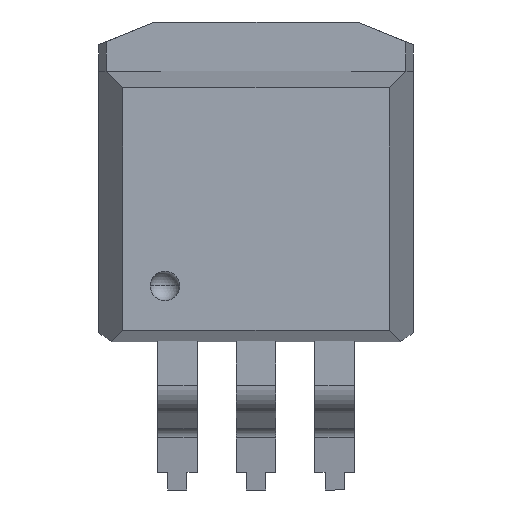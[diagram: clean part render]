
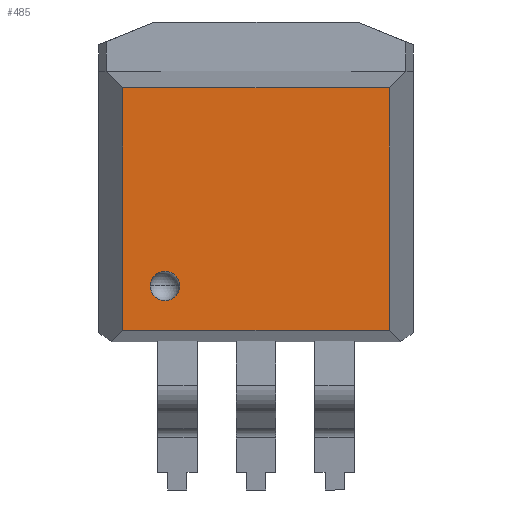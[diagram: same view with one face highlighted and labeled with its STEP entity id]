
A CAD part, top view. The second image highlights one B-rep face of the part: STEP entity #485.
In plain terms, the highlighted planar face has unit normal (0, 0, 1).
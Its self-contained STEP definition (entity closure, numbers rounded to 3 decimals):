
#130 = LINE ( 'NONE', #137, #1182 ) ;
#137 = CARTESIAN_POINT ( 'NONE',  ( 5.334, -4.208, 2.299 ) ) ;
#187 = DIRECTION ( 'NONE',  ( 0., 0., 1. ) ) ;
#263 = CIRCLE ( 'NONE', #449, 0.5 ) ;
#383 = LINE ( 'NONE', #1473, #2068 ) ;
#449 = AXIS2_PLACEMENT_3D ( 'NONE', #2465, #187, #2027 ) ;
#485 = ADVANCED_FACE ( 'NONE', ( #1820, #683 ), #2545, .F. ) ;
#541 = ORIENTED_EDGE ( 'NONE', *, *, #2638, .F. ) ;
#683 = FACE_OUTER_BOUND ( 'NONE', #2302, .T. ) ;
#691 = DIRECTION ( 'NONE',  ( 0., 0., -1. ) ) ;
#857 = LINE ( 'NONE', #1298, #1067 ) ;
#961 = AXIS2_PLACEMENT_3D ( 'NONE', #2716, #691, #2720 ) ;
#962 = CIRCLE ( 'NONE', #2740, 0.5 ) ;
#1029 = ORIENTED_EDGE ( 'NONE', *, *, #2210, .F. ) ;
#1067 = VECTOR ( 'NONE', #2238, 1000. ) ;
#1072 = EDGE_CURVE ( 'NONE', #1187, #2647, #130, .T. ) ;
#1182 = VECTOR ( 'NONE', #1640, 1000. ) ;
#1187 = VERTEX_POINT ( 'NONE', #1935 ) ;
#1298 = CARTESIAN_POINT ( 'NONE',  ( 5.334, 4.02, 2.299 ) ) ;
#1309 = VERTEX_POINT ( 'NONE', #1510 ) ;
#1473 = CARTESIAN_POINT ( 'NONE',  ( 4.523, -4.585, 2.298 ) ) ;
#1510 = CARTESIAN_POINT ( 'NONE',  ( -4.523, 4.02, 2.299 ) ) ;
#1546 = EDGE_LOOP ( 'NONE', ( #2386, #541 ) ) ;
#1589 = CARTESIAN_POINT ( 'NONE',  ( 4.523, 4.02, 2.298 ) ) ;
#1640 = DIRECTION ( 'NONE',  ( -1., 0., 0. ) ) ;
#1686 = VECTOR ( 'NONE', #2652, 1000. ) ;
#1820 = FACE_BOUND ( 'NONE', #1546, .T. ) ;
#1854 = DIRECTION ( 'NONE',  ( 0., 1., 0. ) ) ;
#1935 = CARTESIAN_POINT ( 'NONE',  ( 4.523, -4.208, 2.298 ) ) ;
#1939 = VERTEX_POINT ( 'NONE', #2792 ) ;
#1969 = CARTESIAN_POINT ( 'NONE',  ( -4.523, -4.585, 2.299 ) ) ;
#2027 = DIRECTION ( 'NONE',  ( 1., 0., 0. ) ) ;
#2064 = EDGE_CURVE ( 'NONE', #1187, #2564, #383, .T. ) ;
#2068 = VECTOR ( 'NONE', #1854, 1000. ) ;
#2210 = EDGE_CURVE ( 'NONE', #2647, #1309, #2317, .T. ) ;
#2238 = DIRECTION ( 'NONE',  ( -1., 0., 0. ) ) ;
#2258 = CARTESIAN_POINT ( 'NONE',  ( -3.089, -2.699, 2.299 ) ) ;
#2302 = EDGE_LOOP ( 'NONE', ( #2612, #1029, #2738, #2679 ) ) ;
#2317 = LINE ( 'NONE', #1969, #1686 ) ;
#2386 = ORIENTED_EDGE ( 'NONE', *, *, #2815, .F. ) ;
#2406 = DIRECTION ( 'NONE',  ( 0., 0., 1. ) ) ;
#2465 = CARTESIAN_POINT ( 'NONE',  ( -3.089, -2.699, 2.299 ) ) ;
#2489 = VERTEX_POINT ( 'NONE', #2566 ) ;
#2545 = PLANE ( 'NONE',  #961 ) ;
#2564 = VERTEX_POINT ( 'NONE', #1589 ) ;
#2566 = CARTESIAN_POINT ( 'NONE',  ( -2.589, -2.699, 2.299 ) ) ;
#2612 = ORIENTED_EDGE ( 'NONE', *, *, #2664, .T. ) ;
#2638 = EDGE_CURVE ( 'NONE', #1939, #2489, #263, .T. ) ;
#2647 = VERTEX_POINT ( 'NONE', #2704 ) ;
#2652 = DIRECTION ( 'NONE',  ( 0., 1., 0. ) ) ;
#2664 = EDGE_CURVE ( 'NONE', #2564, #1309, #857, .T. ) ;
#2679 = ORIENTED_EDGE ( 'NONE', *, *, #2064, .T. ) ;
#2704 = CARTESIAN_POINT ( 'NONE',  ( -4.523, -4.208, 2.299 ) ) ;
#2716 = CARTESIAN_POINT ( 'NONE',  ( 0., 0., 2.299 ) ) ;
#2720 = DIRECTION ( 'NONE',  ( -1., 0., 0. ) ) ;
#2738 = ORIENTED_EDGE ( 'NONE', *, *, #1072, .F. ) ;
#2740 = AXIS2_PLACEMENT_3D ( 'NONE', #2258, #2406, #2754 ) ;
#2754 = DIRECTION ( 'NONE',  ( 1., 0., 0. ) ) ;
#2792 = CARTESIAN_POINT ( 'NONE',  ( -3.589, -2.699, 2.299 ) ) ;
#2815 = EDGE_CURVE ( 'NONE', #2489, #1939, #962, .T. ) ;
